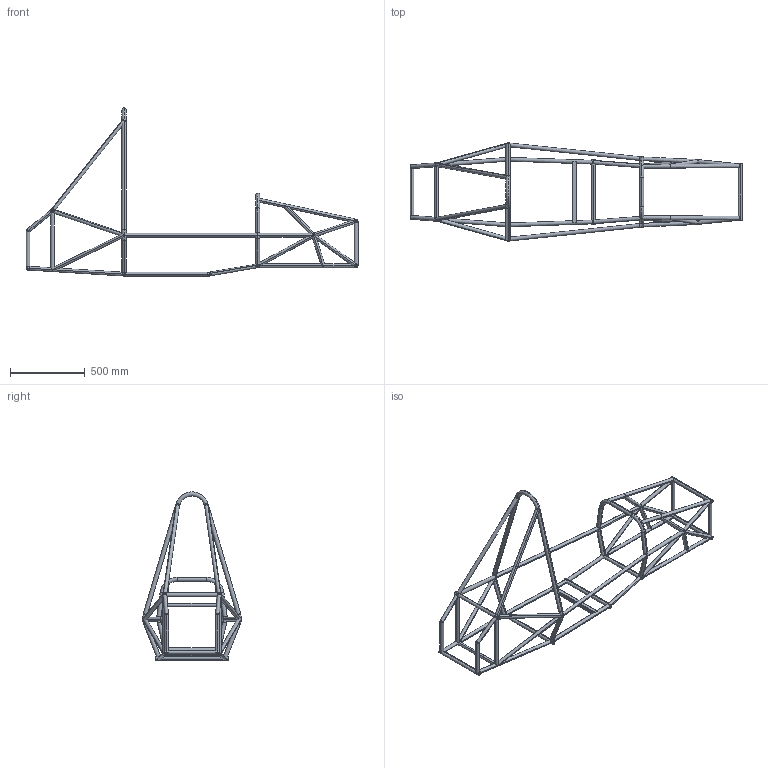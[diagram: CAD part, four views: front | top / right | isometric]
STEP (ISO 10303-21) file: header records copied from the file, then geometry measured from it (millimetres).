
FILE_DESCRIPTION(('CATIA V5 STEP Exchange'),'2;1');
FILE_NAME('karikumi1a.stp','2017-11-02T08:19:12+00:00',('none'),('none'),'CATIA Version 5 Release 17 (IN-10)','CATIA V5 STEP AP203','none');
FILE_SCHEMA(('CONFIG_CONTROL_DESIGN'));
Length unit declared in the file: millimetre
Products named in the file (1): Part2
Bounding box: 2225.4 x 662.14 x 1126.58 mm (x, y, z)
Volume: 2849398.8 mm3; surface area: 3803601.5 mm2
Topology: 49 solids, 49 shells, 354 faces, 722 edges, 497 vertices
Faces by surface type: cylinder 220, plane 106, torus 28
Entity records: 9135 total; most frequent: CARTESIAN_POINT 1572, ORIENTED_EDGE 1424, DIRECTION 1412, AXIS2_PLACEMENT_3D 818, EDGE_CURVE 712, CIRCLE 472, VERTEX_POINT 456, EDGE_LOOP 450
